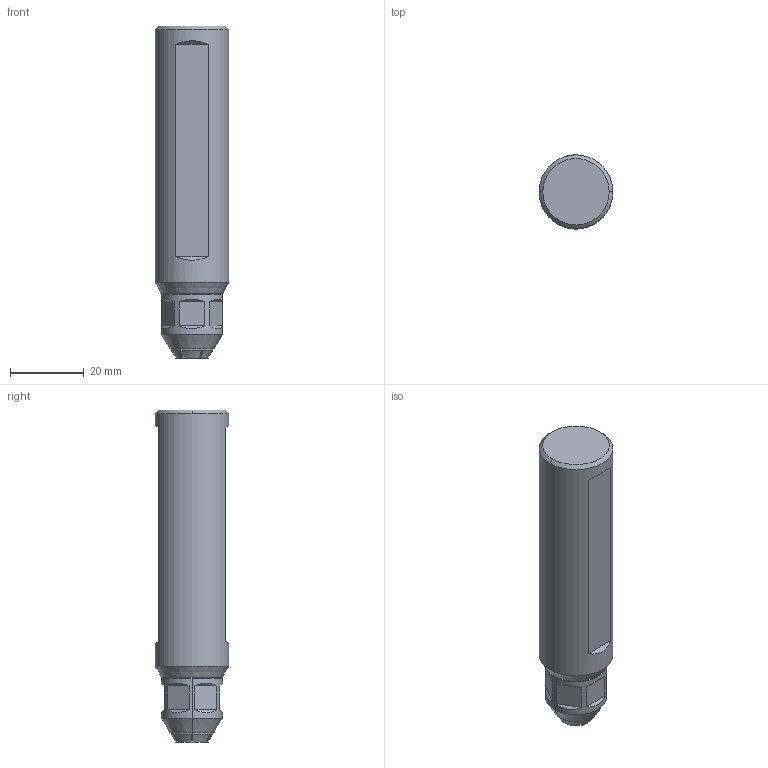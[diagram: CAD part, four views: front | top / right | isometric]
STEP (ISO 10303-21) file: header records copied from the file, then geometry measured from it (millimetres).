
FILE_DESCRIPTION(/* description */ (''),/* implementation_level */ '2;1');
FILE_NAME(/* name */ '1587009633891.stp',/* time_stamp */ '2020-04-16T09:31:06+05:00',/* author */ (''),/* organization */ ('SMS'),/* preprocessor_version */ 'ST-DEVELOPER v16.7',/* originating_system */ 'SIEMENS PLM Software NX 12.0',/* authorisation */ '');
FILE_SCHEMA (('AUTOMOTIVE_DESIGN { 1 0 10303 214 3 1 1 1 }'));
Length unit declared in the file: millimetre
Products named in the file (1): 202211846mod000_00
Bounding box: 20 x 20 x 90 mm (x, y, z)
Volume: 23677 mm3; surface area: 7155.6 mm2
Topology: 1 solids, 3 shells, 123 faces, 358 edges, 239 vertices
Faces by surface type: plane 61, cylinder 26, cone 24, torus 9, bspline 3
Full cylindrical faces by diameter (mm): 7 x1, 20 x1
Entity records: 4938 total; most frequent: CARTESIAN_POINT 1459, ORIENTED_EDGE 756, DIRECTION 659, EDGE_CURVE 378, VERTEX_POINT 284, AXIS2_PLACEMENT_3D 236, LINE 187, VECTOR 187
